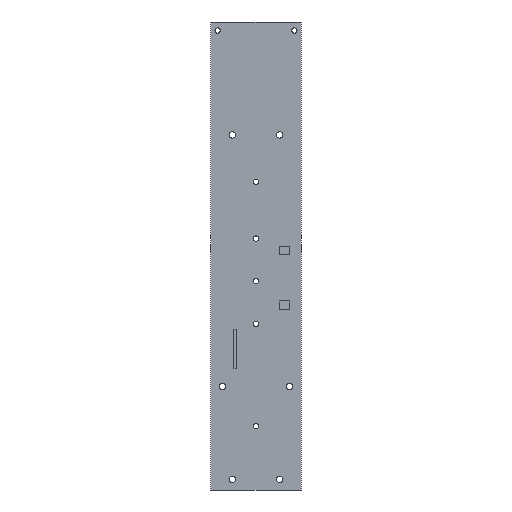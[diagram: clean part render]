
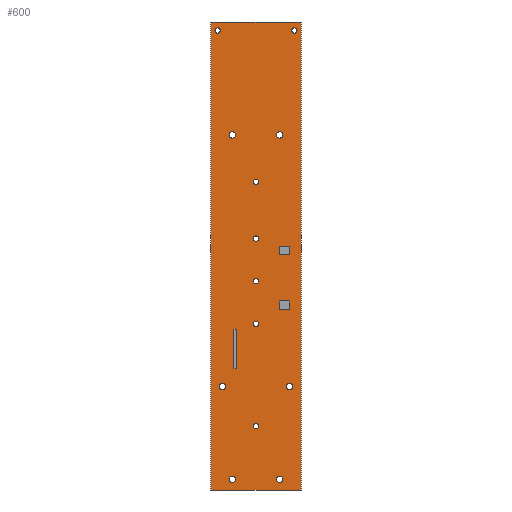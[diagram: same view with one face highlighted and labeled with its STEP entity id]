
A CAD part, front view. The second image highlights one B-rep face of the part: STEP entity #600.
In plain terms, the highlighted planar face has unit normal (0, -1, 0).
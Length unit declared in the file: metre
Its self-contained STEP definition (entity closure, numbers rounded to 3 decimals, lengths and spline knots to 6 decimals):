
#25=LINE('',#905,#73);
#26=LINE('',#908,#74);
#27=LINE('',#910,#75);
#28=LINE('',#912,#76);
#29=LINE('',#913,#77);
#30=LINE('',#916,#78);
#31=LINE('',#918,#79);
#32=LINE('',#920,#80);
#33=LINE('',#921,#81);
#34=LINE('',#924,#82);
#35=LINE('',#926,#83);
#36=LINE('',#928,#84);
#37=LINE('',#929,#85);
#38=LINE('',#932,#86);
#39=LINE('',#934,#87);
#40=LINE('',#936,#88);
#73=VECTOR('',#737,1.);
#74=VECTOR('',#738,1.);
#75=VECTOR('',#739,1.);
#76=VECTOR('',#740,1.);
#77=VECTOR('',#741,1.);
#78=VECTOR('',#742,1.);
#79=VECTOR('',#743,1.);
#80=VECTOR('',#744,1.);
#81=VECTOR('',#745,1.);
#82=VECTOR('',#746,1.);
#83=VECTOR('',#747,1.);
#84=VECTOR('',#748,1.);
#85=VECTOR('',#749,1.);
#86=VECTOR('',#750,1.);
#87=VECTOR('',#751,1.);
#88=VECTOR('',#752,1.);
#121=ORIENTED_EDGE('',*,*,#269,.F.);
#122=ORIENTED_EDGE('',*,*,#270,.F.);
#123=ORIENTED_EDGE('',*,*,#271,.F.);
#124=ORIENTED_EDGE('',*,*,#272,.F.);
#125=ORIENTED_EDGE('',*,*,#273,.T.);
#126=ORIENTED_EDGE('',*,*,#274,.T.);
#127=ORIENTED_EDGE('',*,*,#275,.T.);
#128=ORIENTED_EDGE('',*,*,#276,.F.);
#129=ORIENTED_EDGE('',*,*,#277,.F.);
#130=ORIENTED_EDGE('',*,*,#278,.F.);
#131=ORIENTED_EDGE('',*,*,#279,.F.);
#132=ORIENTED_EDGE('',*,*,#280,.T.);
#133=ORIENTED_EDGE('',*,*,#281,.T.);
#134=ORIENTED_EDGE('',*,*,#282,.F.);
#135=ORIENTED_EDGE('',*,*,#283,.T.);
#136=ORIENTED_EDGE('',*,*,#284,.T.);
#137=ORIENTED_EDGE('',*,*,#285,.F.);
#138=ORIENTED_EDGE('',*,*,#286,.F.);
#139=ORIENTED_EDGE('',*,*,#287,.T.);
#140=ORIENTED_EDGE('',*,*,#288,.T.);
#141=ORIENTED_EDGE('',*,*,#289,.F.);
#142=ORIENTED_EDGE('',*,*,#290,.F.);
#143=ORIENTED_EDGE('',*,*,#291,.T.);
#144=ORIENTED_EDGE('',*,*,#292,.T.);
#145=ORIENTED_EDGE('',*,*,#293,.F.);
#146=ORIENTED_EDGE('',*,*,#294,.F.);
#147=ORIENTED_EDGE('',*,*,#295,.T.);
#148=ORIENTED_EDGE('',*,*,#296,.T.);
#149=ORIENTED_EDGE('',*,*,#297,.F.);
#269=EDGE_CURVE('',#343,#343,#401,.T.);
#270=EDGE_CURVE('',#344,#344,#402,.T.);
#271=EDGE_CURVE('',#345,#345,#403,.T.);
#272=EDGE_CURVE('',#346,#346,#404,.T.);
#273=EDGE_CURVE('',#347,#347,#405,.F.);
#274=EDGE_CURVE('',#348,#348,#406,.F.);
#275=EDGE_CURVE('',#349,#349,#407,.F.);
#276=EDGE_CURVE('',#350,#350,#408,.T.);
#277=EDGE_CURVE('',#351,#351,#409,.T.);
#278=EDGE_CURVE('',#352,#352,#410,.T.);
#279=EDGE_CURVE('',#353,#353,#411,.T.);
#280=EDGE_CURVE('',#354,#354,#412,.F.);
#281=EDGE_CURVE('',#355,#355,#413,.F.);
#282=EDGE_CURVE('',#356,#357,#25,.T.);
#283=EDGE_CURVE('',#356,#358,#26,.T.);
#284=EDGE_CURVE('',#358,#359,#27,.T.);
#285=EDGE_CURVE('',#357,#359,#28,.T.);
#286=EDGE_CURVE('',#360,#361,#29,.T.);
#287=EDGE_CURVE('',#360,#362,#30,.T.);
#288=EDGE_CURVE('',#362,#363,#31,.T.);
#289=EDGE_CURVE('',#361,#363,#32,.T.);
#290=EDGE_CURVE('',#364,#365,#33,.T.);
#291=EDGE_CURVE('',#364,#366,#34,.T.);
#292=EDGE_CURVE('',#366,#367,#35,.T.);
#293=EDGE_CURVE('',#365,#367,#36,.T.);
#294=EDGE_CURVE('',#368,#369,#37,.T.);
#295=EDGE_CURVE('',#368,#370,#38,.T.);
#296=EDGE_CURVE('',#370,#371,#39,.T.);
#297=EDGE_CURVE('',#369,#371,#40,.T.);
#343=VERTEX_POINT('',#880);
#344=VERTEX_POINT('',#882);
#345=VERTEX_POINT('',#884);
#346=VERTEX_POINT('',#886);
#347=VERTEX_POINT('',#888);
#348=VERTEX_POINT('',#890);
#349=VERTEX_POINT('',#892);
#350=VERTEX_POINT('',#894);
#351=VERTEX_POINT('',#896);
#352=VERTEX_POINT('',#898);
#353=VERTEX_POINT('',#900);
#354=VERTEX_POINT('',#902);
#355=VERTEX_POINT('',#904);
#356=VERTEX_POINT('',#906);
#357=VERTEX_POINT('',#907);
#358=VERTEX_POINT('',#909);
#359=VERTEX_POINT('',#911);
#360=VERTEX_POINT('',#914);
#361=VERTEX_POINT('',#915);
#362=VERTEX_POINT('',#917);
#363=VERTEX_POINT('',#919);
#364=VERTEX_POINT('',#922);
#365=VERTEX_POINT('',#923);
#366=VERTEX_POINT('',#925);
#367=VERTEX_POINT('',#927);
#368=VERTEX_POINT('',#930);
#369=VERTEX_POINT('',#931);
#370=VERTEX_POINT('',#933);
#371=VERTEX_POINT('',#935);
#401=CIRCLE('',#648,0.00125);
#402=CIRCLE('',#649,0.00125);
#403=CIRCLE('',#650,0.00125);
#404=CIRCLE('',#651,0.00125);
#405=CIRCLE('',#652,0.00125);
#406=CIRCLE('',#653,0.00125);
#407=CIRCLE('',#654,0.00125);
#408=CIRCLE('',#655,0.0015);
#409=CIRCLE('',#656,0.0015);
#410=CIRCLE('',#657,0.0015);
#411=CIRCLE('',#658,0.0015);
#412=CIRCLE('',#659,0.0015);
#413=CIRCLE('',#660,0.0015);
#427=EDGE_LOOP('',(#121));
#428=EDGE_LOOP('',(#122));
#429=EDGE_LOOP('',(#123));
#430=EDGE_LOOP('',(#124));
#431=EDGE_LOOP('',(#125));
#432=EDGE_LOOP('',(#126));
#433=EDGE_LOOP('',(#127));
#434=EDGE_LOOP('',(#128));
#435=EDGE_LOOP('',(#129));
#436=EDGE_LOOP('',(#130));
#437=EDGE_LOOP('',(#131));
#438=EDGE_LOOP('',(#132));
#439=EDGE_LOOP('',(#133));
#440=EDGE_LOOP('',(#134,#135,#136,#137));
#441=EDGE_LOOP('',(#138,#139,#140,#141));
#442=EDGE_LOOP('',(#142,#143,#144,#145));
#443=EDGE_LOOP('',(#146,#147,#148,#149));
#503=FACE_BOUND('',#427,.T.);
#504=FACE_BOUND('',#428,.T.);
#505=FACE_BOUND('',#429,.T.);
#506=FACE_BOUND('',#430,.T.);
#507=FACE_BOUND('',#431,.T.);
#508=FACE_BOUND('',#432,.T.);
#509=FACE_BOUND('',#433,.T.);
#510=FACE_BOUND('',#434,.T.);
#511=FACE_BOUND('',#435,.T.);
#512=FACE_BOUND('',#436,.T.);
#513=FACE_BOUND('',#437,.T.);
#514=FACE_BOUND('',#438,.T.);
#515=FACE_BOUND('',#439,.T.);
#516=FACE_BOUND('',#440,.T.);
#517=FACE_BOUND('',#441,.T.);
#518=FACE_BOUND('',#442,.T.);
#519=FACE_BOUND('',#443,.T.);
#579=PLANE('',#647);
#600=ADVANCED_FACE('',(#503,#504,#505,#506,#507,#508,#509,#510,#511,#512,
#513,#514,#515,#516,#517,#518,#519),#579,.T.);
#647=AXIS2_PLACEMENT_3D('',#878,#709,#710);
#648=AXIS2_PLACEMENT_3D('',#879,#711,#712);
#649=AXIS2_PLACEMENT_3D('',#881,#713,#714);
#650=AXIS2_PLACEMENT_3D('',#883,#715,#716);
#651=AXIS2_PLACEMENT_3D('',#885,#717,#718);
#652=AXIS2_PLACEMENT_3D('',#887,#719,#720);
#653=AXIS2_PLACEMENT_3D('',#889,#721,#722);
#654=AXIS2_PLACEMENT_3D('',#891,#723,#724);
#655=AXIS2_PLACEMENT_3D('',#893,#725,#726);
#656=AXIS2_PLACEMENT_3D('',#895,#727,#728);
#657=AXIS2_PLACEMENT_3D('',#897,#729,#730);
#658=AXIS2_PLACEMENT_3D('',#899,#731,#732);
#659=AXIS2_PLACEMENT_3D('',#901,#733,#734);
#660=AXIS2_PLACEMENT_3D('',#903,#735,#736);
#709=DIRECTION('',(0.,-1.,0.));
#710=DIRECTION('',(1.,0.,0.));
#711=DIRECTION('',(0.,-1.,0.));
#712=DIRECTION('',(0.,0.,-1.));
#713=DIRECTION('',(0.,-1.,0.));
#714=DIRECTION('',(0.,0.,-1.));
#715=DIRECTION('',(0.,-1.,0.));
#716=DIRECTION('',(0.,0.,-1.));
#717=DIRECTION('',(0.,-1.,0.));
#718=DIRECTION('',(0.,0.,-1.));
#719=DIRECTION('',(0.,-1.,0.));
#720=DIRECTION('',(0.,0.,-1.));
#721=DIRECTION('',(0.,-1.,0.));
#722=DIRECTION('',(0.,0.,-1.));
#723=DIRECTION('',(0.,-1.,0.));
#724=DIRECTION('',(0.,0.,-1.));
#725=DIRECTION('',(0.,-1.,0.));
#726=DIRECTION('',(0.,0.,-1.));
#727=DIRECTION('',(0.,-1.,0.));
#728=DIRECTION('',(0.,0.,-1.));
#729=DIRECTION('',(0.,-1.,0.));
#730=DIRECTION('',(0.,0.,-1.));
#731=DIRECTION('',(0.,-1.,0.));
#732=DIRECTION('',(0.,0.,-1.));
#733=DIRECTION('',(0.,-1.,0.));
#734=DIRECTION('',(0.,0.,-1.));
#735=DIRECTION('',(0.,-1.,0.));
#736=DIRECTION('',(0.,0.,-1.));
#737=DIRECTION('',(-1.,0.,0.));
#738=DIRECTION('',(0.,0.,1.));
#739=DIRECTION('',(-1.,0.,0.));
#740=DIRECTION('',(0.,0.,1.));
#741=DIRECTION('',(-1.,0.,0.));
#742=DIRECTION('',(0.,0.,-1.));
#743=DIRECTION('',(-1.,0.,0.));
#744=DIRECTION('',(0.,0.,-1.));
#745=DIRECTION('',(0.,0.,1.));
#746=DIRECTION('',(-1.,0.,0.));
#747=DIRECTION('',(0.,0.,1.));
#748=DIRECTION('',(-1.,0.,0.));
#749=DIRECTION('',(0.,0.,1.));
#750=DIRECTION('',(-1.,0.,0.));
#751=DIRECTION('',(0.,0.,1.));
#752=DIRECTION('',(-1.,0.,0.));
#878=CARTESIAN_POINT('',(0.,-0.0015,0.));
#879=CARTESIAN_POINT('',(-0.018,-0.0015,0.1108));
#880=CARTESIAN_POINT('',(-0.018,-0.0015,0.10955));
#881=CARTESIAN_POINT('',(0.018,-0.0015,0.1108));
#882=CARTESIAN_POINT('',(0.018,-0.0015,0.10955));
#883=CARTESIAN_POINT('',(0.,-0.0015,-0.0748));
#884=CARTESIAN_POINT('',(0.,-0.0015,-0.07605));
#885=CARTESIAN_POINT('',(0.,-0.0015,0.0398));
#886=CARTESIAN_POINT('',(0.,-0.0015,0.03855));
#887=CARTESIAN_POINT('',(0.,-0.0015,-0.0268));
#888=CARTESIAN_POINT('',(0.,-0.0015,-0.02805));
#889=CARTESIAN_POINT('',(0.,-0.0015,-0.0068));
#890=CARTESIAN_POINT('',(0.,-0.0015,-0.00805));
#891=CARTESIAN_POINT('',(0.,-0.0015,0.0132));
#892=CARTESIAN_POINT('',(0.,-0.0015,0.01195));
#893=CARTESIAN_POINT('',(-0.01575,-0.0015,-0.05625));
#894=CARTESIAN_POINT('',(-0.01575,-0.0015,-0.05775));
#895=CARTESIAN_POINT('',(0.01575,-0.0015,-0.05625));
#896=CARTESIAN_POINT('',(0.01575,-0.0015,-0.05775));
#897=CARTESIAN_POINT('',(-0.01115,-0.0015,-0.0998));
#898=CARTESIAN_POINT('',(-0.01115,-0.0015,-0.1013));
#899=CARTESIAN_POINT('',(0.01115,-0.0015,-0.0998));
#900=CARTESIAN_POINT('',(0.01115,-0.0015,-0.1013));
#901=CARTESIAN_POINT('',(0.01115,-0.0015,0.0618));
#902=CARTESIAN_POINT('',(0.01115,-0.0015,0.0603));
#903=CARTESIAN_POINT('',(-0.01115,-0.0015,0.0618));
#904=CARTESIAN_POINT('',(-0.01115,-0.0015,0.0603));
#905=CARTESIAN_POINT('',(0.,-0.0015,-0.1048));
#906=CARTESIAN_POINT('',(0.02115,-0.0015,-0.1048));
#907=CARTESIAN_POINT('',(-0.02115,-0.0015,-0.1048));
#908=CARTESIAN_POINT('',(0.02115,-0.0015,0.));
#909=CARTESIAN_POINT('',(0.02115,-0.0015,0.1148));
#910=CARTESIAN_POINT('',(0.,-0.0015,0.1148));
#911=CARTESIAN_POINT('',(-0.02115,-0.0015,0.1148));
#912=CARTESIAN_POINT('',(-0.02115,-0.0015,0.));
#913=CARTESIAN_POINT('',(0.013525,-0.0015,0.0096));
#914=CARTESIAN_POINT('',(0.015905,-0.0015,0.0096));
#915=CARTESIAN_POINT('',(0.011145,-0.0015,0.0096));
#916=CARTESIAN_POINT('',(0.015905,-0.0015,0.0076));
#917=CARTESIAN_POINT('',(0.015905,-0.0015,0.0056));
#918=CARTESIAN_POINT('',(0.013525,-0.0015,0.0056));
#919=CARTESIAN_POINT('',(0.011145,-0.0015,0.0056));
#920=CARTESIAN_POINT('',(0.011145,-0.0015,0.0076));
#921=CARTESIAN_POINT('',(0.015905,-0.0015,-0.0181));
#922=CARTESIAN_POINT('',(0.015905,-0.0015,-0.0201));
#923=CARTESIAN_POINT('',(0.015905,-0.0015,-0.0161));
#924=CARTESIAN_POINT('',(0.013525,-0.0015,-0.0201));
#925=CARTESIAN_POINT('',(0.011145,-0.0015,-0.0201));
#926=CARTESIAN_POINT('',(0.011145,-0.0015,-0.0181));
#927=CARTESIAN_POINT('',(0.011145,-0.0015,-0.0161));
#928=CARTESIAN_POINT('',(0.013525,-0.0015,-0.0161));
#929=CARTESIAN_POINT('',(-0.00915,-0.0015,-0.03859));
#930=CARTESIAN_POINT('',(-0.00915,-0.0015,-0.0478));
#931=CARTESIAN_POINT('',(-0.00915,-0.0015,-0.02938));
#932=CARTESIAN_POINT('',(-0.00985,-0.0015,-0.0478));
#933=CARTESIAN_POINT('',(-0.01055,-0.0015,-0.0478));
#934=CARTESIAN_POINT('',(-0.01055,-0.0015,-0.03859));
#935=CARTESIAN_POINT('',(-0.01055,-0.0015,-0.02938));
#936=CARTESIAN_POINT('',(-0.00985,-0.0015,-0.02938));
